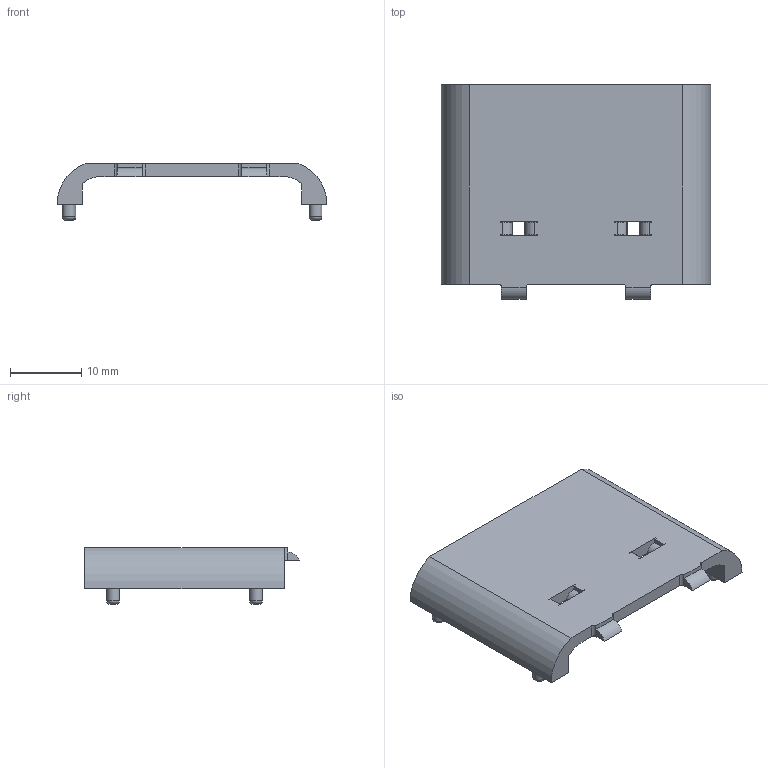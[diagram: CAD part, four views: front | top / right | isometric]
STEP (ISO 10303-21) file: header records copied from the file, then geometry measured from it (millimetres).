
FILE_DESCRIPTION(/* description */ (''),/* implementation_level */ '2;1');
FILE_NAME(/* name */ '4xOKKB v13_USB_Top.step',/* time_stamp */ '2023-05-23T15:59:42-07:00',/* author */ (''),/* organization */ (''),/* preprocessor_version */ 'ST-DEVELOPER v19.2',/* originating_system */ 'Autodesk Translation Framework v12.4.0.73',/* authorisation */ '');
FILE_SCHEMA (('AUTOMOTIVE_DESIGN { 1 0 10303 214 3 1 1 }'));
Length unit declared in the file: millimetre
Products named in the file (3): 4xOKKB; USB_Bottom; USB_Top
Assembly tree (2 placements, depth 3):
  4xOKKB
    USB_Bottom
      USB_Top
Bounding box: 37.78 x 30.02 x 7.92 mm (x, y, z)
Volume: 2372.2 mm3; surface area: 2757.2 mm2
Topology: 1 solids, 1 shells, 76 faces, 202 edges, 132 vertices
Faces by surface type: plane 51, cylinder 19, bspline 4, cone 2
Full cylindrical faces by diameter (mm): 1.8 x3
Entity records: 2630 total; most frequent: CARTESIAN_POINT 557, ORIENTED_EDGE 412, DIRECTION 408, EDGE_CURVE 206, LINE 152, VECTOR 152, VERTEX_POINT 136, AXIS2_PLACEMENT_3D 128
